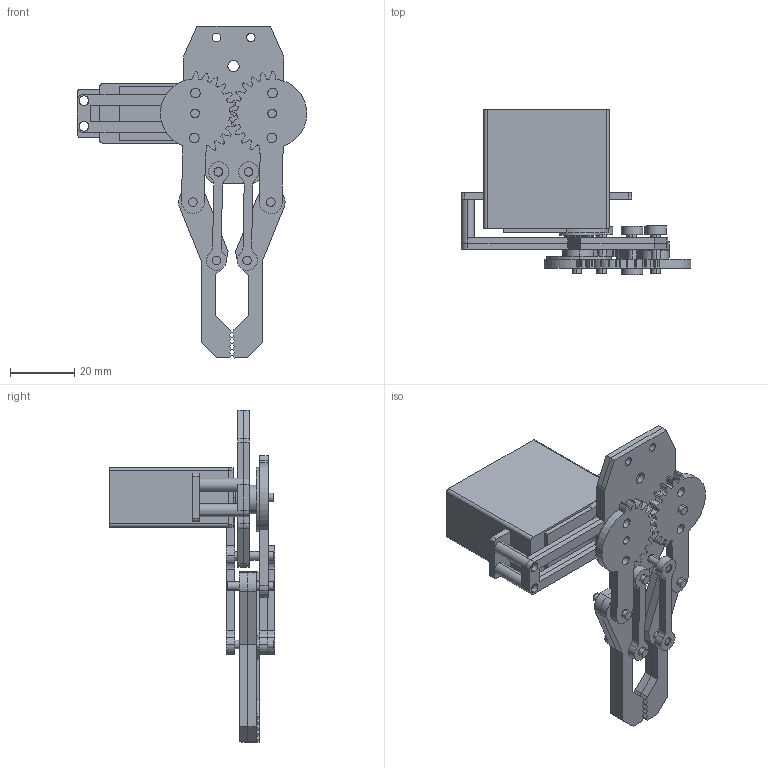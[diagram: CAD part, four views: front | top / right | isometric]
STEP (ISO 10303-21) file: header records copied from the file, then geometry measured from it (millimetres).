
FILE_DESCRIPTION (( 'STEP AP214' ), '1' );
FILE_NAME ('Gripper assembly.STEP', '2023-08-26T08:42:51', ( '' ), ( '' ), 'SwSTEP 2.0', 'SolidWorks 2021', '' );
FILE_SCHEMA (( 'AUTOMOTIVE_DESIGN' ));
Length unit declared in the file: millimetre
Products named in the file (9): grip11; Gripper assembly; coupler; grip41; grip3_Predeterminado; servo motor 2; grip3;_Predeterminado; Gear 21; pin1
Assembly tree (22 placements, depth 2):
  Gripper assembly
    grip3_Predeterminado
    Gear 21  x2
    grip41  x4
    grip11  x5
    pin1  x7
    servo motor 2
    coupler
    grip3;_Predeterminado
Bounding box: 71.33 x 51.5 x 103.21 mm (x, y, z)
Volume: 42643.6 mm3; surface area: 25821.3 mm2
Topology: 23 solids, 23 shells, 542 faces, 1469 edges, 978 vertices
Faces by surface type: cylinder 326, plane 216
Entity records: 10359 total; most frequent: DIRECTION 1819, CARTESIAN_POINT 1678, ORIENTED_EDGE 1630, EDGE_CURVE 815, AXIS2_PLACEMENT_3D 683, VERTEX_POINT 542, VECTOR 453, LINE 453
